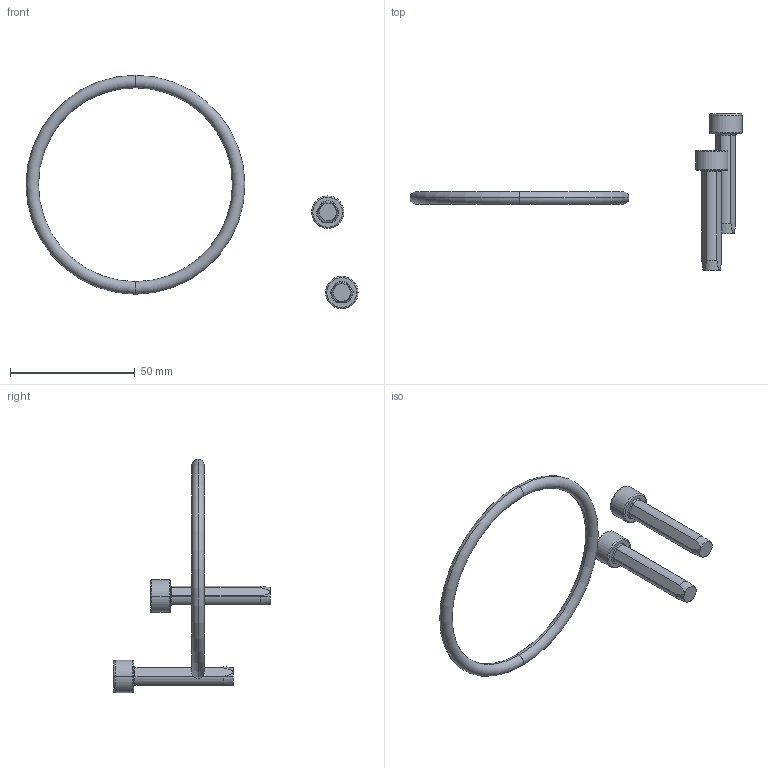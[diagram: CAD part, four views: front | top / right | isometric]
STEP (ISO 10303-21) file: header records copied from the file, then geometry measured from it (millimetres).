
FILE_DESCRIPTION (( 'STEP AP214' ), '1' );
FILE_NAME ('49470006.STEP', '2009-01-08T10:28:19', ( ' ' ), ( '' ), 'SwSTEP 2.0', 'SolidWorks 2008', '' );
FILE_SCHEMA (( 'AUTOMOTIVE_DESIGN' ));
Length unit declared in the file: millimetre
Products named in the file (4): 49470006; 93636_Standard; 82005_Standard; 51369_Standard
Assembly tree (4 placements, depth 3):
  49470006
    93636_Standard  x2
    51369_Standard
      82005_Standard
Bounding box: 133.18 x 62.74 x 93.63 mm (x, y, z)
Volume: 10586.9 mm3; surface area: 7366.2 mm2
Topology: 3 solids, 3 shells, 82 faces, 172 edges, 98 vertices
Faces by surface type: plane 36, torus 20, cylinder 18, cone 8
Entity records: 1419 total; most frequent: CARTESIAN_POINT 306, DIRECTION 218, ORIENTED_EDGE 180, EDGE_CURVE 90, AXIS2_PLACEMENT_3D 89, VERTEX_POINT 51, EDGE_LOOP 45, FACE_OUTER_BOUND 43
